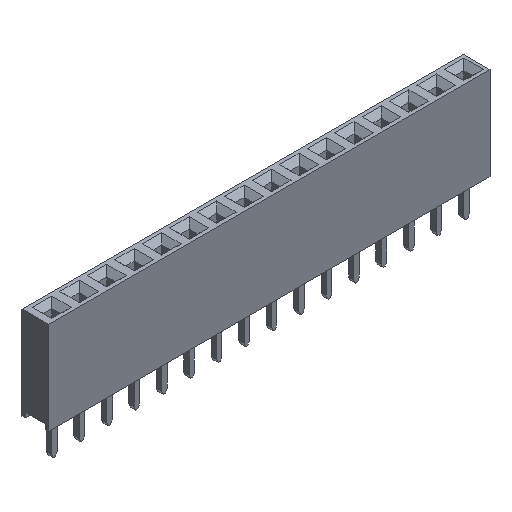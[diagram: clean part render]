
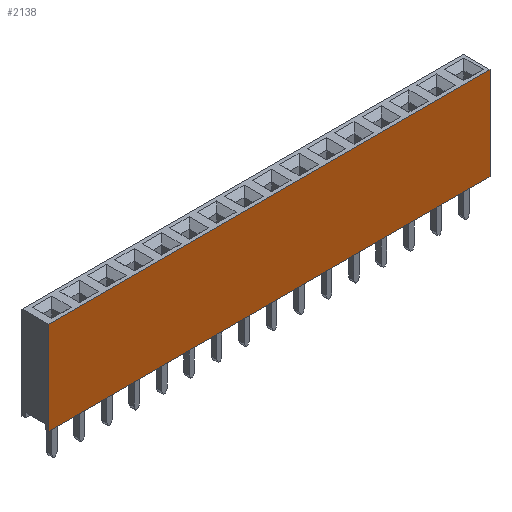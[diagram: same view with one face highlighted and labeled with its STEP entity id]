
A CAD part, isometric view. The second image highlights one B-rep face of the part: STEP entity #2138.
In plain terms, the highlighted planar face has unit normal (0, -1, 0).
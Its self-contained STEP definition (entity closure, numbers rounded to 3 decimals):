
#1886 = EDGE_CURVE('',#1887,#1889,#1891,.T.);
#1887 = VERTEX_POINT('',#1888);
#1888 = CARTESIAN_POINT('',(-1.495,-1.233,
    8.593));
#1889 = VERTEX_POINT('',#1890);
#1890 = CARTESIAN_POINT('',(39.295,-1.233,
    8.593));
#1891 = LINE('',#1892,#1893);
#1892 = CARTESIAN_POINT('',(-1.495,-1.233,
    8.593));
#1893 = VECTOR('',#1894,1.);
#1894 = DIRECTION('',(1.,0.,0.));
#1963 = VERTEX_POINT('',#1964);
#1964 = CARTESIAN_POINT('',(-1.495,-1.233,
    0.018));
#1979 = VERTEX_POINT('',#1980);
#1980 = CARTESIAN_POINT('',(39.295,-1.233,
    0.018));
#1986 = EDGE_CURVE('',#1979,#1963,#1987,.T.);
#1987 = LINE('',#1988,#1989);
#1988 = CARTESIAN_POINT('',(-1.495,-1.233,
    0.018));
#1989 = VECTOR('',#1990,1.);
#1990 = DIRECTION('',(-1.,0.,0.));
#2040 = EDGE_CURVE('',#1889,#1979,#2041,.T.);
#2041 = LINE('',#2042,#2043);
#2042 = CARTESIAN_POINT('',(39.295,-1.233,
    0.018));
#2043 = VECTOR('',#2044,1.);
#2044 = DIRECTION('',(0.,0.,-1.));
#2102 = EDGE_CURVE('',#1963,#1887,#2103,.T.);
#2103 = LINE('',#2104,#2105);
#2104 = CARTESIAN_POINT('',(-1.495,-1.233,
    0.018));
#2105 = VECTOR('',#2106,1.);
#2106 = DIRECTION('',(0.,0.,1.));
#2138 = ADVANCED_FACE('',(#2139),#2145,.F.);
#2139 = FACE_BOUND('',#2140,.T.);
#2140 = EDGE_LOOP('',(#2141,#2142,#2143,#2144));
#2141 = ORIENTED_EDGE('',*,*,#2040,.F.);
#2142 = ORIENTED_EDGE('',*,*,#1886,.F.);
#2143 = ORIENTED_EDGE('',*,*,#2102,.F.);
#2144 = ORIENTED_EDGE('',*,*,#1986,.F.);
#2145 = PLANE('',#2146);
#2146 = AXIS2_PLACEMENT_3D('',#2147,#2148,#2149);
#2147 = CARTESIAN_POINT('',(18.9,-1.233,
    4.306));
#2148 = DIRECTION('',(0.,1.,0.));
#2149 = DIRECTION('',(-1.,0.,0.));
